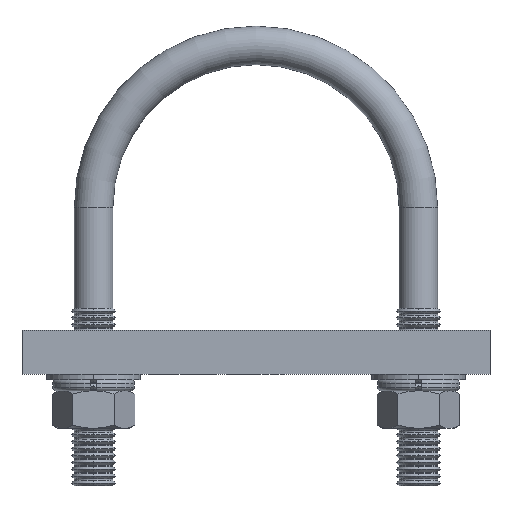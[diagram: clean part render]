
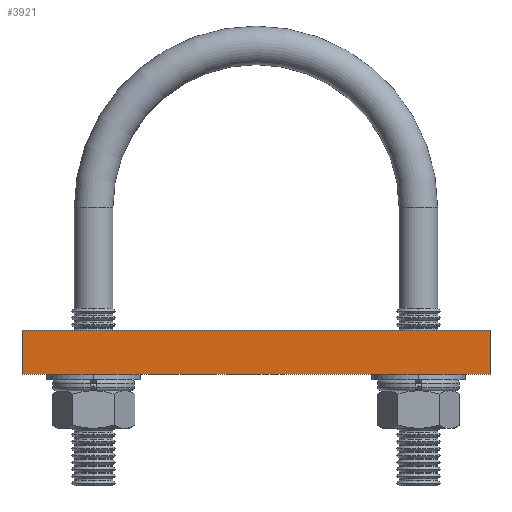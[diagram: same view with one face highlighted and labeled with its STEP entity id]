
A CAD part, top view. The second image highlights one B-rep face of the part: STEP entity #3921.
In plain terms, the highlighted face is planar.
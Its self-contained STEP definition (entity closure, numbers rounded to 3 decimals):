
#82 = LINE ( 'NONE', #8828, #6863 ) ;
#1173 = CARTESIAN_POINT ( 'NONE',  ( -42.5, 12.5, 4. ) ) ;
#1300 = DIRECTION ( 'NONE',  ( 0., 0., -1. ) ) ;
#1509 = EDGE_LOOP ( 'NONE', ( #10723, #8594, #12136, #2896 ) ) ;
#2769 = LINE ( 'NONE', #17311, #7130 ) ;
#2896 = ORIENTED_EDGE ( 'NONE', *, *, #15329, .T. ) ;
#3267 = EDGE_CURVE ( 'NONE', #9441, #11453, #17729, .T. ) ;
#3921 = ADVANCED_FACE ( 'NONE', ( #7255 ), #11102, .F. ) ;
#4806 = CARTESIAN_POINT ( 'NONE',  ( -42.5, 12.5, 4. ) ) ;
#5019 = CARTESIAN_POINT ( 'NONE',  ( 42.5, 12.5, 4. ) ) ;
#6863 = VECTOR ( 'NONE', #12989, 1000. ) ;
#6920 = EDGE_CURVE ( 'NONE', #15428, #11453, #12377, .T. ) ;
#6951 = VERTEX_POINT ( 'NONE', #5019 ) ;
#7130 = VECTOR ( 'NONE', #8998, 1000. ) ;
#7255 = FACE_OUTER_BOUND ( 'NONE', #1509, .T. ) ;
#7348 = CARTESIAN_POINT ( 'NONE',  ( -42.5, 12.5, -4. ) ) ;
#8036 = CARTESIAN_POINT ( 'NONE',  ( -42.5, 12.5, -4. ) ) ;
#8447 = AXIS2_PLACEMENT_3D ( 'NONE', #1173, #9519, #1300 ) ;
#8594 = ORIENTED_EDGE ( 'NONE', *, *, #6920, .F. ) ;
#8828 = CARTESIAN_POINT ( 'NONE',  ( 42.5, 12.5, 4. ) ) ;
#8998 = DIRECTION ( 'NONE',  ( -1., 0., 0. ) ) ;
#9441 = VERTEX_POINT ( 'NONE', #11418 ) ;
#9519 = DIRECTION ( 'NONE',  ( 0., -1., 0. ) ) ;
#10723 = ORIENTED_EDGE ( 'NONE', *, *, #3267, .T. ) ;
#11102 = PLANE ( 'NONE',  #8447 ) ;
#11418 = CARTESIAN_POINT ( 'NONE',  ( 42.5, 12.5, -4. ) ) ;
#11453 = VERTEX_POINT ( 'NONE', #7348 ) ;
#11828 = DIRECTION ( 'NONE',  ( 0., 0., -1. ) ) ;
#12053 = CARTESIAN_POINT ( 'NONE',  ( -42.5, 12.5, 4. ) ) ;
#12136 = ORIENTED_EDGE ( 'NONE', *, *, #13501, .F. ) ;
#12377 = LINE ( 'NONE', #12053, #13048 ) ;
#12662 = VECTOR ( 'NONE', #13652, 1000. ) ;
#12989 = DIRECTION ( 'NONE',  ( 0., 0., -1. ) ) ;
#13048 = VECTOR ( 'NONE', #11828, 1000. ) ;
#13501 = EDGE_CURVE ( 'NONE', #6951, #15428, #2769, .T. ) ;
#13652 = DIRECTION ( 'NONE',  ( -1., 0., 0. ) ) ;
#15329 = EDGE_CURVE ( 'NONE', #6951, #9441, #82, .T. ) ;
#15428 = VERTEX_POINT ( 'NONE', #4806 ) ;
#17311 = CARTESIAN_POINT ( 'NONE',  ( -42.5, 12.5, 4. ) ) ;
#17729 = LINE ( 'NONE', #8036, #12662 ) ;
